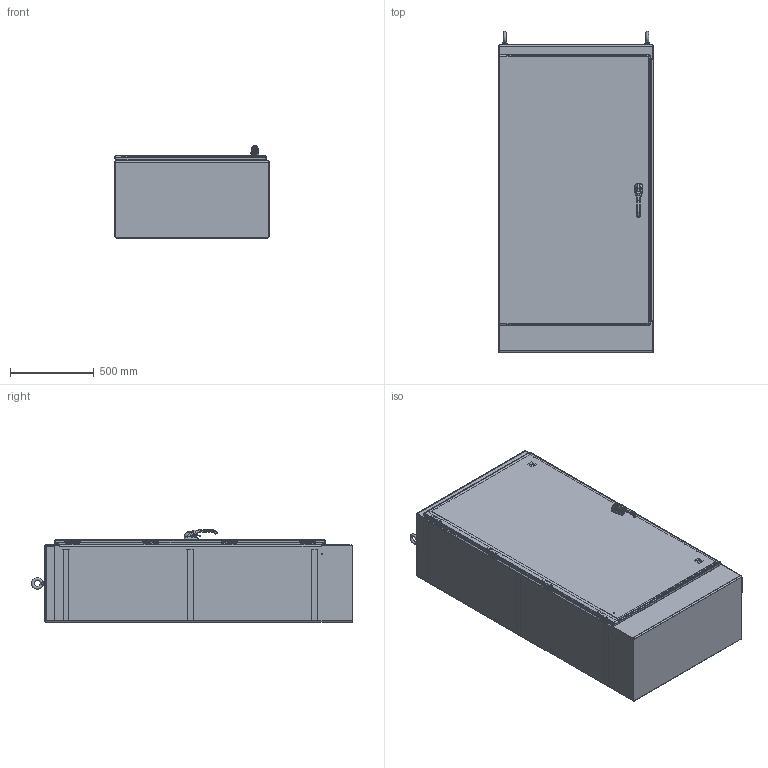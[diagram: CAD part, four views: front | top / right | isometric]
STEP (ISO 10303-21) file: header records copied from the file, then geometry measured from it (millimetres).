
FILE_DESCRIPTION(/* description */ ('WRD, N4X/IP66, FS, SD, 3PT, 304 SS, 72x36x18'),/* implementation_level */ '2;1');
FILE_NAME(/* name */ 'WRD723618SSFSN4.stp',/* time_stamp */ '2018-10-01T08:08:06-05:00',/* author */ ('mraetz'),/* organization */ (''),/* preprocessor_version */ 'ST-DEVELOPER v17',/* originating_system */ 'Autodesk Inventor 2018',/* authorisation */ '');
FILE_SCHEMA (('AUTOMOTIVE_DESIGN { 1 0 10303 214 3 1 1 }'));
Products named in the file (60): WRD723618SSFSN4; WRD723618SSFSN4BLR; WRD3618SSFSN4TOP; WRD3618SSFSN4BTM; WRD7236SSFSN4DR; WRD7236SSFSN4FIP; WRD18SSFSN4LEA; 349131; HFW3026; 316298; 38846; HFW328201_WRD_HINGE_ASSM; HFW328201KN; HFW328201HR; HFW372218; HFW390108; HFW328201PIN; HFW328201POMCLIP; HFW328202; SS_CHUTE_BOLT_GUIDE_WITH_PEMS_ASSM_TOP; SS_CHUTE_BOLT_GUIDE_WITH_PEMS_ASSM_BTM; HFW303130; HFW303130-PLATE; HFW314245; HFW31234; 34930; HFW31235; HFW369101; HFW32436_ASSM; 1091-73; 1091-B11_ASM; 1091-74-03; 1091-74-01; 1091-75; DIN3771_16X2_5; 2100-11; 1091-76; D125B_10_5; DIN985_M10; 1000-02 ...
Assembly tree (95 placements, depth 5):
  WRD723618SSFSN4
    WRD723618SSFSN4BLR
    WRD3618SSFSN4TOP
    WRD3618SSFSN4BTM
    WRD7236SSFSN4DR
    WRD7236SSFSN4FIP
    WRD18SSFSN4LEA  x2
    349131  x2
    HFW3026  x2
    316298  x2
    38846  x2
    HFW328201_WRD_HINGE_ASSM  x4
      HFW328201KN
      HFW328201HR
      HFW372218
      HFW390108
      HFW328201PIN
      HFW328201POMCLIP
    HFW328202  x4
    SS_CHUTE_BOLT_GUIDE_WITH_PEMS_ASSM_TOP
      HFW303130
        HFW303130-PLATE
        HFW314245  x2
      HFW31234
      34930  x2
      HFW369101  x2
      HFW31235
    SS_CHUTE_BOLT_GUIDE_WITH_PEMS_ASSM_BTM
      HFW303130
        HFW303130-PLATE
        HFW314245  x2
      HFW31234
      34930  x2
      HFW31235
      HFW369101  x2
    HFW32436_ASSM
      1091-73
      1091-B11_ASM
        1091-74-03
        1091-74-01
      1091-75
      DIN3771_16X2_5
      2100-11
      1091-76
      D125B_10_5
      DIN985_M10
      1000-277-01  x2
      1000-02
      1225-05
      SPACER
    LARGE_DOOR_ROD_ASSM-37029
      HFW31712
        1091-903_AF0
          1091-903_AF0_1
          1091-903_AF0_2
        PLASTIC-ROLLER-CAM_AF0_ASM
          PLASTIC-ROLLER-CAM_AF1
          7379-M6-8X25_AF0
          LOCK-NUT_AF0
        SUPPORT-ROLL_AF0
Bounding box: 917.68 x 1911.27 x 548.59 mm (x, y, z)
Volume: 18902759 mm3; surface area: 13874206.6 mm2
Topology: 112 solids, 112 shells, 4530 faces, 11719 edges, 7439 vertices
Faces by surface type: plane 1934, cylinder 1565, cone 351, torus 308, bspline 277, sphere 95
Full cylindrical faces by diameter (mm): 2.5 x1, 3 x1, 3.1 x2, 3.15 x1, 3.452 x4, 3.5 x1, 3.551 x20, 3.9 x1, 4.166 x32, 4.2 x2, 4.5 x2, 4.632 x88, 4.762 x4, 4.953 x8, 5 x3, 5.08 x8, 5.099 x4, 5.4 x3, 5.69 x4, 6 x3, 6.02 x4, 6.128 x2, 6.172 x2, 6.337 x6, 6.35 x114, 6.41 x2, 6.655 x16, 6.756 x8, 7.137 x3, 7.144 x2
Entity records: 115747 total; most frequent: CARTESIAN_POINT 54118, DIRECTION 12788, ORIENTED_EDGE 12204, EDGE_CURVE 6102, AXIS2_PLACEMENT_3D 4925, VERTEX_POINT 3752, LINE 2938, VECTOR 2938
